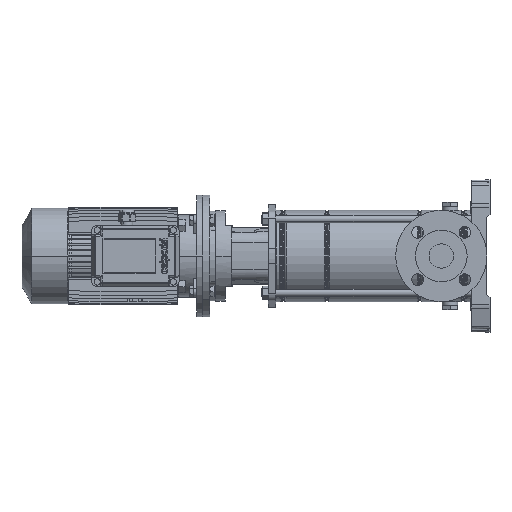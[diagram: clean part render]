
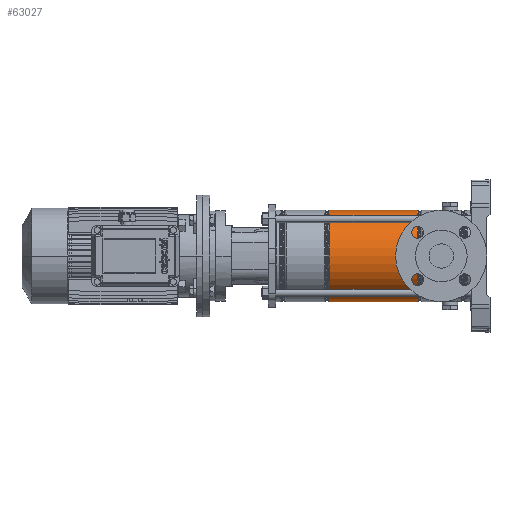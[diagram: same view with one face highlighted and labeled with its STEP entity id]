
A CAD part, left-side view. The second image highlights one B-rep face of the part: STEP entity #63027.
In plain terms, the highlighted cylindrical face has radius 74.9 mm (diameter 149.8 mm), a partial arc.
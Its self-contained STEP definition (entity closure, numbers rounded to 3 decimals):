
#310 = CARTESIAN_POINT ( 'NONE',  ( 74.9, 0., 231.221 ) ) ;
#660 = DIRECTION ( 'NONE',  ( 1., 0., 0. ) ) ;
#6126 = AXIS2_PLACEMENT_3D ( 'NONE', #55101, #13809, #8354 ) ;
#7146 = VECTOR ( 'NONE', #62449, 1000. ) ;
#7948 = DIRECTION ( 'NONE',  ( -1., 0., 0. ) ) ;
#8354 = DIRECTION ( 'NONE',  ( 1., 0., 0. ) ) ;
#12070 = CYLINDRICAL_SURFACE ( 'NONE', #26968, 74.9 ) ;
#13809 = DIRECTION ( 'NONE',  ( 0., 0., 1. ) ) ;
#13897 = CIRCLE ( 'NONE', #62848, 74.9 ) ;
#14609 = EDGE_CURVE ( 'NONE', #17919, #66694, #26307, .T. ) ;
#16254 = EDGE_LOOP ( 'NONE', ( #32643, #43736, #19144, #19698 ) ) ;
#17919 = VERTEX_POINT ( 'NONE', #310 ) ;
#19009 = EDGE_CURVE ( 'NONE', #25078, #17919, #13897, .T. ) ;
#19144 = ORIENTED_EDGE ( 'NONE', *, *, #26564, .T. ) ;
#19698 = ORIENTED_EDGE ( 'NONE', *, *, #38244, .F. ) ;
#22812 = CARTESIAN_POINT ( 'NONE',  ( -74.9, 0., 87.279 ) ) ;
#23294 = CARTESIAN_POINT ( 'NONE',  ( 0., 0., 0. ) ) ;
#23568 = CIRCLE ( 'NONE', #6126, 74.9 ) ;
#25078 = VERTEX_POINT ( 'NONE', #51455 ) ;
#25971 = VECTOR ( 'NONE', #59933, 1000. ) ;
#26307 = LINE ( 'NONE', #63137, #7146 ) ;
#26564 = EDGE_CURVE ( 'NONE', #66694, #36559, #23568, .T. ) ;
#26924 = DIRECTION ( 'NONE',  ( 0., 0., -1. ) ) ;
#26968 = AXIS2_PLACEMENT_3D ( 'NONE', #23294, #64903, #7948 ) ;
#28215 = CARTESIAN_POINT ( 'NONE',  ( -74.9, 0., 0. ) ) ;
#32643 = ORIENTED_EDGE ( 'NONE', *, *, #19009, .T. ) ;
#36559 = VERTEX_POINT ( 'NONE', #22812 ) ;
#38244 = EDGE_CURVE ( 'NONE', #25078, #36559, #64672, .T. ) ;
#43461 = FACE_OUTER_BOUND ( 'NONE', #16254, .T. ) ;
#43736 = ORIENTED_EDGE ( 'NONE', *, *, #14609, .T. ) ;
#47731 = CARTESIAN_POINT ( 'NONE',  ( 0., 0., 231.221 ) ) ;
#51455 = CARTESIAN_POINT ( 'NONE',  ( -74.9, 0., 231.221 ) ) ;
#55101 = CARTESIAN_POINT ( 'NONE',  ( 0., 0., 87.279 ) ) ;
#57583 = CARTESIAN_POINT ( 'NONE',  ( 74.9, 0., 87.279 ) ) ;
#59933 = DIRECTION ( 'NONE',  ( 0., 0., -1. ) ) ;
#62449 = DIRECTION ( 'NONE',  ( 0., 0., -1. ) ) ;
#62848 = AXIS2_PLACEMENT_3D ( 'NONE', #47731, #26924, #660 ) ;
#63027 = ADVANCED_FACE ( 'NONE', ( #43461 ), #12070, .T. ) ;
#63137 = CARTESIAN_POINT ( 'NONE',  ( 74.9, 0., 0. ) ) ;
#64672 = LINE ( 'NONE', #28215, #25971 ) ;
#64903 = DIRECTION ( 'NONE',  ( 0., 0., -1. ) ) ;
#66694 = VERTEX_POINT ( 'NONE', #57583 ) ;
